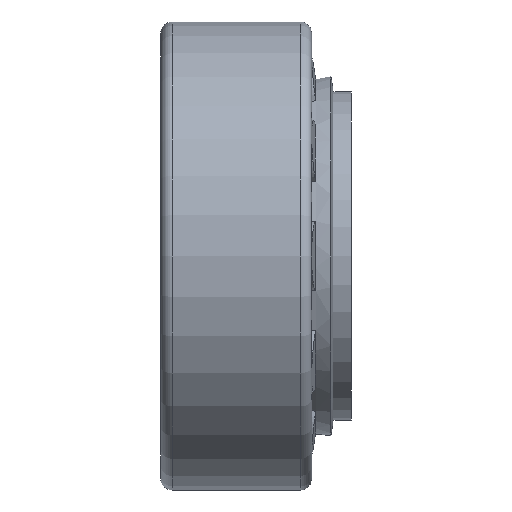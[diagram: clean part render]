
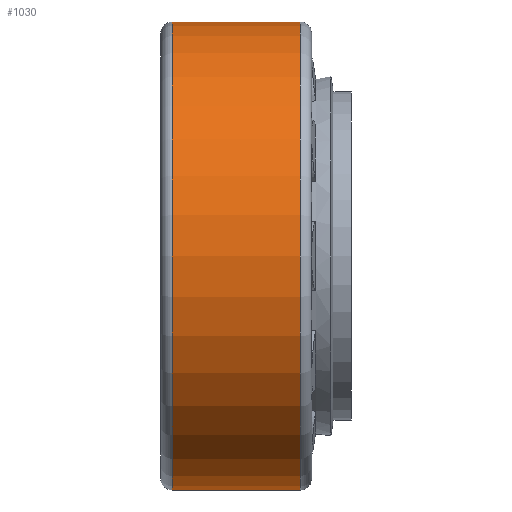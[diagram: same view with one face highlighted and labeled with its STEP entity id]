
A CAD part, front view. The second image highlights one B-rep face of the part: STEP entity #1030.
In plain terms, the highlighted cylindrical face has radius 31 mm (diameter 62 mm), a full revolution.
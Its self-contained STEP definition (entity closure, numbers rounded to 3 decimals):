
#121=CYLINDRICAL_SURFACE('',#1163,31.);
#194=ORIENTED_EDGE('',*,*,#461,.T.);
#195=ORIENTED_EDGE('',*,*,#460,.F.);
#460=EDGE_CURVE('',#600,#600,#700,.T.);
#461=EDGE_CURVE('',#601,#601,#701,.T.);
#600=VERTEX_POINT('',#1729);
#601=VERTEX_POINT('',#1732);
#700=CIRCLE('',#1162,31.);
#701=CIRCLE('',#1164,31.);
#774=EDGE_LOOP('',(#194));
#775=EDGE_LOOP('',(#195));
#894=FACE_BOUND('',#774,.T.);
#895=FACE_BOUND('',#775,.T.);
#1030=ADVANCED_FACE('',(#894,#895),#121,.T.);
#1162=AXIS2_PLACEMENT_3D('',#1728,#1376,#1377);
#1163=AXIS2_PLACEMENT_3D('',#1730,#1378,#1379);
#1164=AXIS2_PLACEMENT_3D('',#1731,#1380,#1381);
#1376=DIRECTION('',(1.,0.,0.));
#1377=DIRECTION('',(0.,0.,-1.));
#1378=DIRECTION('',(1.,0.,0.));
#1379=DIRECTION('',(0.,0.,-1.));
#1380=DIRECTION('',(1.,0.,0.));
#1381=DIRECTION('',(0.,0.,-1.));
#1728=CARTESIAN_POINT('',(18.5,0.,0.));
#1729=CARTESIAN_POINT('',(18.5,0.,-31.));
#1730=CARTESIAN_POINT('',(50.,0.,0.));
#1731=CARTESIAN_POINT('',(1.5,0.,0.));
#1732=CARTESIAN_POINT('',(1.5,0.,-31.));
